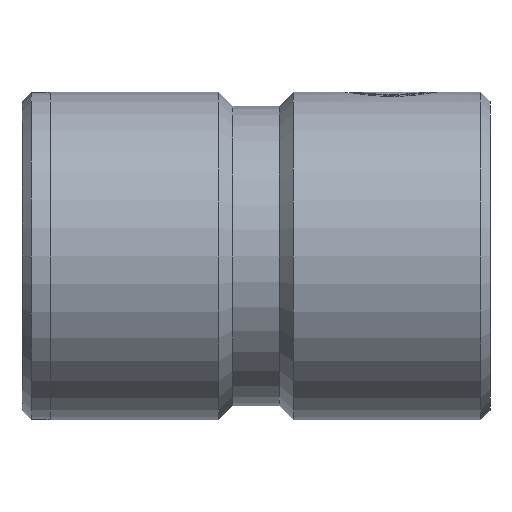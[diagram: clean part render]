
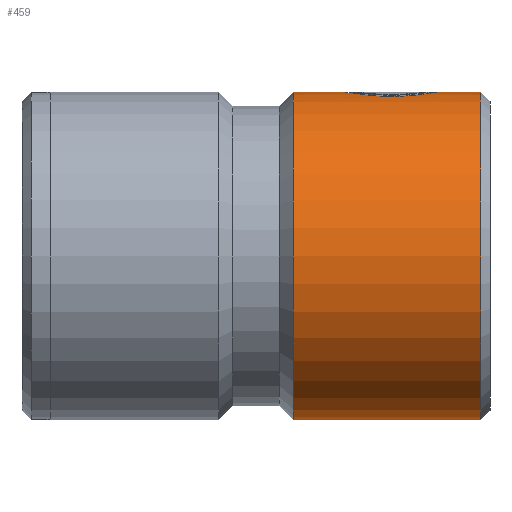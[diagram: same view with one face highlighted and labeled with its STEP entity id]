
A CAD part, left-side view. The second image highlights one B-rep face of the part: STEP entity #459.
In plain terms, the highlighted cylindrical face has radius 17.5 mm (diameter 35 mm), a partial arc.
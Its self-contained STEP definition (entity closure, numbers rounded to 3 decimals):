
#57 = CARTESIAN_POINT ( 'NONE',  ( 0., 21., 17.5 ) ) ;
#69 = CARTESIAN_POINT ( 'NONE',  ( -3.223, 13.346, 17.201 ) ) ;
#73 = B_SPLINE_CURVE_WITH_KNOTS ( 'NONE', 3,
 ( #1218, #726, #999, #212, #1119, #345, #1244, #474, #1370, #599, #1495, #733, #1628, #865, #84, #654, #1546, #785 ),
 .UNSPECIFIED., .F., .F.,
 ( 4, 2, 2, 2, 2, 2, 2, 2, 4 ),
 ( 0.001, 0.002, 0.003, 0.004, 0.004, 0.005, 0.006, 0.007, 0.008 ),
 .UNSPECIFIED. ) ;
#84 = CARTESIAN_POINT ( 'NONE',  ( -3.878, 9.354, 17.065 ) ) ;
#143 = CARTESIAN_POINT ( 'NONE',  ( 0., 0., -17.5 ) ) ;
#149 = LINE ( 'NONE', #1489, #1490 ) ;
#152 = DIRECTION ( 'NONE',  ( 0., -1., 0. ) ) ;
#173 = DIRECTION ( 'NONE',  ( 0., 0., -1. ) ) ;
#194 = VERTEX_POINT ( 'NONE', #495 ) ;
#202 = CARTESIAN_POINT ( 'NONE',  ( -2.706, 14.062, 17.29 ) ) ;
#211 = DIRECTION ( 'NONE',  ( 0., -1., 0. ) ) ;
#212 = CARTESIAN_POINT ( 'NONE',  ( -1.104, 5.718, 17.467 ) ) ;
#237 = VERTEX_POINT ( 'NONE', #1557 ) ;
#247 = EDGE_CURVE ( 'NONE', #1365, #763, #1504, .T. ) ;
#254 = EDGE_CURVE ( 'NONE', #1348, #1496, #772, .T. ) ;
#278 = DIRECTION ( 'NONE',  ( 0., -1., 0. ) ) ;
#288 = CARTESIAN_POINT ( 'NONE',  ( 0., 0., 17.5 ) ) ;
#305 = DIRECTION ( 'NONE',  ( 0., -1., 0. ) ) ;
#336 = CARTESIAN_POINT ( 'NONE',  ( -2.08, 14.687, 17.377 ) ) ;
#345 = CARTESIAN_POINT ( 'NONE',  ( -1.848, 6.192, 17.404 ) ) ;
#399 = CARTESIAN_POINT ( 'NONE',  ( 0., 1., -17.5 ) ) ;
#417 = DIRECTION ( 'NONE',  ( 0., -1., 0. ) ) ;
#457 = CARTESIAN_POINT ( 'NONE',  ( -3.999, 10.532, 17.037 ) ) ;
#459 = ADVANCED_FACE ( 'NONE', ( #1032 ), #1327, .T. ) ;
#464 = CARTESIAN_POINT ( 'NONE',  ( -1.361, 15.201, 17.449 ) ) ;
#474 = CARTESIAN_POINT ( 'NONE',  ( -2.511, 6.784, 17.32 ) ) ;
#476 = ORIENTED_EDGE ( 'NONE', *, *, #538, .T. ) ;
#495 = CARTESIAN_POINT ( 'NONE',  ( 0., 5.29, 17.5 ) ) ;
#496 = B_SPLINE_CURVE_WITH_KNOTS ( 'NONE', 3,
 ( #457, #1228, #585, #1478, #715, #1611, #850, #69, #988, #202, #1111, #336, #1234, #464, #1361, #591, #1486, #722 ),
 .UNSPECIFIED., .F., .F.,
 ( 4, 2, 2, 2, 2, 2, 2, 2, 4 ),
 ( 0.008, 0.009, 0.01, 0.011, 0.012, 0.012, 0.013, 0.014, 0.015 ),
 .UNSPECIFIED. ) ;
#506 = ORIENTED_EDGE ( 'NONE', *, *, #254, .F. ) ;
#538 = EDGE_CURVE ( 'NONE', #194, #237, #73, .T. ) ;
#573 = ORIENTED_EDGE ( 'NONE', *, *, #801, .T. ) ;
#585 = CARTESIAN_POINT ( 'NONE',  ( -3.975, 11.12, 17.043 ) ) ;
#591 = CARTESIAN_POINT ( 'NONE',  ( -0.566, 15.593, 17.493 ) ) ;
#599 = CARTESIAN_POINT ( 'NONE',  ( -3.063, 7.469, 17.231 ) ) ;
#654 = CARTESIAN_POINT ( 'NONE',  ( -3.975, 9.941, 17.043 ) ) ;
#706 = DIRECTION ( 'NONE',  ( 0., -1., 0. ) ) ;
#715 = CARTESIAN_POINT ( 'NONE',  ( -3.806, 11.996, 17.081 ) ) ;
#722 = CARTESIAN_POINT ( 'NONE',  ( 0., 15.774, 17.5 ) ) ;
#726 = CARTESIAN_POINT ( 'NONE',  ( -0.284, 5.368, 17.5 ) ) ;
#733 = CARTESIAN_POINT ( 'NONE',  ( -3.501, 8.241, 17.147 ) ) ;
#763 = VERTEX_POINT ( 'NONE', #399 ) ;
#772 = LINE ( 'NONE', #288, #1045 ) ;
#785 = CARTESIAN_POINT ( 'NONE',  ( -3.999, 10.532, 17.037 ) ) ;
#790 = AXIS2_PLACEMENT_3D ( 'NONE', #1186, #417, #1312 ) ;
#796 = ORIENTED_EDGE ( 'NONE', *, *, #1316, .T. ) ;
#801 = EDGE_CURVE ( 'NONE', #1525, #763, #1612, .T. ) ;
#845 = CARTESIAN_POINT ( 'NONE',  ( 0., 1., 17.5 ) ) ;
#850 = CARTESIAN_POINT ( 'NONE',  ( -3.501, 12.823, 17.147 ) ) ;
#856 = CARTESIAN_POINT ( 'NONE',  ( 0., 21., -17.5 ) ) ;
#865 = CARTESIAN_POINT ( 'NONE',  ( -3.806, 9.068, 17.081 ) ) ;
#893 = AXIS2_PLACEMENT_3D ( 'NONE', #1586, #305, #173 ) ;
#928 = VECTOR ( 'NONE', #278, 1000. ) ;
#977 = CARTESIAN_POINT ( 'NONE',  ( 0., 15.774, 17.5 ) ) ;
#988 = CARTESIAN_POINT ( 'NONE',  ( -3.062, 13.596, 17.231 ) ) ;
#999 = CARTESIAN_POINT ( 'NONE',  ( -0.562, 5.469, 17.493 ) ) ;
#1032 = FACE_OUTER_BOUND ( 'NONE', #1501, .T. ) ;
#1045 = VECTOR ( 'NONE', #152, 1000. ) ;
#1111 = CARTESIAN_POINT ( 'NONE',  ( -2.51, 14.281, 17.32 ) ) ;
#1119 = CARTESIAN_POINT ( 'NONE',  ( -1.361, 5.863, 17.449 ) ) ;
#1186 = CARTESIAN_POINT ( 'NONE',  ( 0., 1., 0. ) ) ;
#1210 = AXIS2_PLACEMENT_3D ( 'NONE', #1471, #706, #1597 ) ;
#1218 = CARTESIAN_POINT ( 'NONE',  ( 0., 5.29, 17.5 ) ) ;
#1228 = CARTESIAN_POINT ( 'NONE',  ( -3.999, 10.827, 17.037 ) ) ;
#1234 = CARTESIAN_POINT ( 'NONE',  ( -1.848, 14.873, 17.404 ) ) ;
#1244 = CARTESIAN_POINT ( 'NONE',  ( -2.078, 6.376, 17.378 ) ) ;
#1253 = ORIENTED_EDGE ( 'NONE', *, *, #1506, .T. ) ;
#1312 = DIRECTION ( 'NONE',  ( 0., 0., -1. ) ) ;
#1316 = EDGE_CURVE ( 'NONE', #1348, #1525, #1636, .T. ) ;
#1327 = CYLINDRICAL_SURFACE ( 'NONE', #893, 17.5 ) ;
#1348 = VERTEX_POINT ( 'NONE', #57 ) ;
#1361 = CARTESIAN_POINT ( 'NONE',  ( -1.104, 15.346, 17.467 ) ) ;
#1365 = VERTEX_POINT ( 'NONE', #845 ) ;
#1370 = CARTESIAN_POINT ( 'NONE',  ( -2.707, 7.003, 17.29 ) ) ;
#1393 = ORIENTED_EDGE ( 'NONE', *, *, #247, .F. ) ;
#1419 = EDGE_CURVE ( 'NONE', #194, #1365, #149, .T. ) ;
#1471 = CARTESIAN_POINT ( 'NONE',  ( 0., 21., 0. ) ) ;
#1478 = CARTESIAN_POINT ( 'NONE',  ( -3.878, 11.707, 17.065 ) ) ;
#1486 = CARTESIAN_POINT ( 'NONE',  ( -0.284, 15.696, 17.5 ) ) ;
#1489 = CARTESIAN_POINT ( 'NONE',  ( 0., 0., 17.5 ) ) ;
#1490 = VECTOR ( 'NONE', #211, 1000. ) ;
#1495 = CARTESIAN_POINT ( 'NONE',  ( -3.222, 7.716, 17.201 ) ) ;
#1496 = VERTEX_POINT ( 'NONE', #977 ) ;
#1501 = EDGE_LOOP ( 'NONE', ( #506, #796, #573, #1393, #1672, #476, #1253 ) ) ;
#1504 = CIRCLE ( 'NONE', #790, 17.5 ) ;
#1506 = EDGE_CURVE ( 'NONE', #237, #1496, #496, .T. ) ;
#1525 = VERTEX_POINT ( 'NONE', #856 ) ;
#1546 = CARTESIAN_POINT ( 'NONE',  ( -3.999, 10.238, 17.037 ) ) ;
#1557 = CARTESIAN_POINT ( 'NONE',  ( -3.999, 10.532, 17.037 ) ) ;
#1586 = CARTESIAN_POINT ( 'NONE',  ( 0., 0., 0. ) ) ;
#1597 = DIRECTION ( 'NONE',  ( 0., 0., -1. ) ) ;
#1611 = CARTESIAN_POINT ( 'NONE',  ( -3.617, 12.553, 17.122 ) ) ;
#1612 = LINE ( 'NONE', #143, #928 ) ;
#1628 = CARTESIAN_POINT ( 'NONE',  ( -3.618, 8.512, 17.122 ) ) ;
#1636 = CIRCLE ( 'NONE', #1210, 17.5 ) ;
#1672 = ORIENTED_EDGE ( 'NONE', *, *, #1419, .F. ) ;
